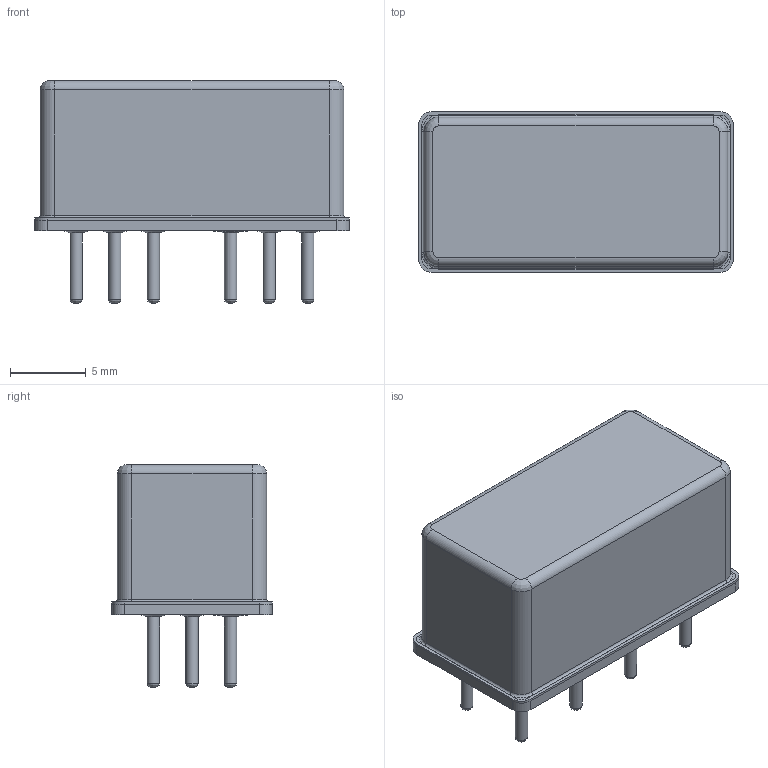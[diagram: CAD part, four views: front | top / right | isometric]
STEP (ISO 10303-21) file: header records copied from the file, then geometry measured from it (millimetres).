
FILE_DESCRIPTION(/* description */ (''),/* implementation_level */ '2;1');
FILE_NAME(/* name */ 'RF255_RELAY.stp',/* time_stamp */ '2018-08-08T13:30:18-07:00',/* author */ (''),/* organization */ (''),/* preprocessor_version */ 'ST-DEVELOPER v11',/* originating_system */ 'UGS - NX 5.0',/* authorisation */ '');
FILE_SCHEMA (('CONFIG_CONTROL_DESIGN'));
Length unit declared in the file: inch
Products named in the file (9): Shared-Shared_Header Blank_flange_200-100-99-10__105602; Shared-Shared_Pin_200-163-47-2__75603; Shared-Shared_Glass Seal_blue_200-154-12-2_seal__55604; Shared-Shared_Glass Seal_200-154-12-1_seal__65605; Shared-Shared_Pin_200-163-44-2__85606; Shared-Shared_Cover_flange_200-110-67__55618; Shared-Shared_HEADER SEAL ASSEMBLY_flange_200-103-161-1__95626; 255 Header Seal Assy; 255_RELAY_stp
Assembly tree (24 placements, depth 4):
  255_RELAY_stp
    255 Header Seal Assy
      Shared-Shared_HEADER SEAL ASSEMBLY_flange_200-103-161-1__95626
        Shared-Shared_Pin_200-163-44-2__85606  x8
        Shared-Shared_Glass Seal_200-154-12-1_seal__65605  x9
        Shared-Shared_Glass Seal_blue_200-154-12-2_seal__55604
        Shared-Shared_Pin_200-163-47-2__75603  x2
        Shared-Shared_Header Blank_flange_200-100-99-10__105602
    Shared-Shared_Cover_flange_200-110-67__55618
Bounding box: 20.7 x 10.54 x 14.63 mm (x, y, z)
Volume: 473.9 mm3; surface area: 2433.8 mm2
Topology: 22 solids, 22 shells, 258 faces, 572 edges, 342 vertices
Faces by surface type: cylinder 92, plane 84, torus 40, bspline 34, cone 8
Full cylindrical faces by diameter (mm): 0.813 x20, 2.286 x20
Entity records: 6871 total; most frequent: CARTESIAN_POINT 1202, DIRECTION 958, ORIENTED_EDGE 844, EDGE_CURVE 422, AXIS2_PLACEMENT_3D 359, VERTEX_POINT 263, LINE 240, VECTOR 240
